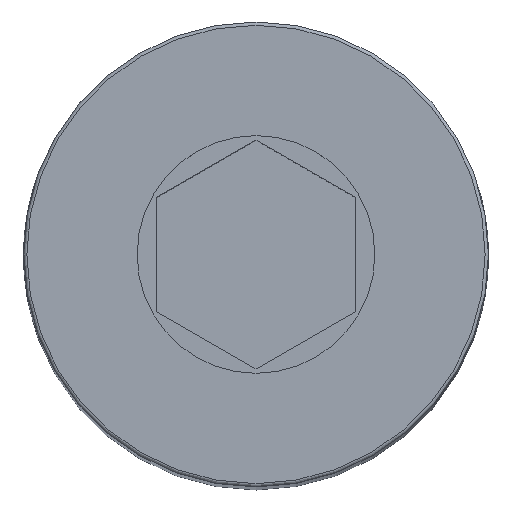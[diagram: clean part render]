
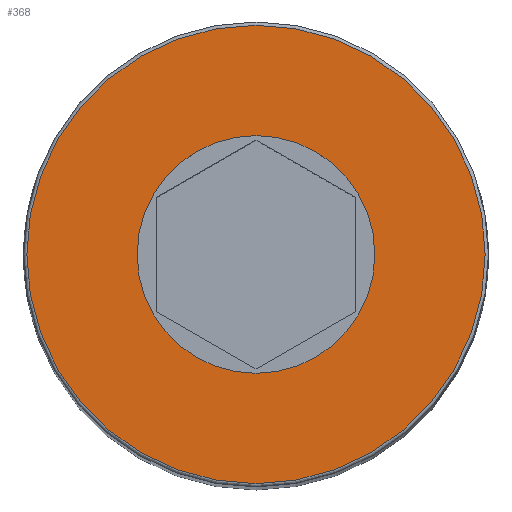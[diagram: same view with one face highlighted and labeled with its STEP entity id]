
A CAD part, top view. The second image highlights one B-rep face of the part: STEP entity #368.
In plain terms, the highlighted planar face has unit normal (0, 0, 1).
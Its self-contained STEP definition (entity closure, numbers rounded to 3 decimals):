
#59=PLANE('',#393);
#77=ORIENTED_EDGE('',*,*,#132,.T.);
#78=ORIENTED_EDGE('',*,*,#133,.T.);
#132=EDGE_CURVE('',#160,#160,#180,.T.);
#133=EDGE_CURVE('',#161,#161,#181,.F.);
#160=VERTEX_POINT('',#518);
#161=VERTEX_POINT('',#520);
#180=CIRCLE('',#394,1.8);
#181=CIRCLE('',#395,3.47);
#191=EDGE_LOOP('',(#77));
#192=EDGE_LOOP('',(#78));
#219=FACE_BOUND('',#191,.T.);
#220=FACE_BOUND('',#192,.T.);
#368=ADVANCED_FACE('',(#219,#220),#59,.F.);
#393=AXIS2_PLACEMENT_3D('',#516,#425,#426);
#394=AXIS2_PLACEMENT_3D('',#517,#427,#428);
#395=AXIS2_PLACEMENT_3D('',#519,#429,#430);
#425=DIRECTION('',(0.,0.,-1.));
#426=DIRECTION('',(-1.,0.,0.));
#427=DIRECTION('',(0.,0.,-1.));
#428=DIRECTION('',(1.,0.,0.));
#429=DIRECTION('',(0.,0.,-1.));
#430=DIRECTION('',(-1.,0.,0.));
#516=CARTESIAN_POINT('',(0.,0.,0.));
#517=CARTESIAN_POINT('',(0.,0.,0.));
#518=CARTESIAN_POINT('',(1.8,0.,0.));
#519=CARTESIAN_POINT('',(0.,0.,0.));
#520=CARTESIAN_POINT('',(-3.47,0.,0.));
